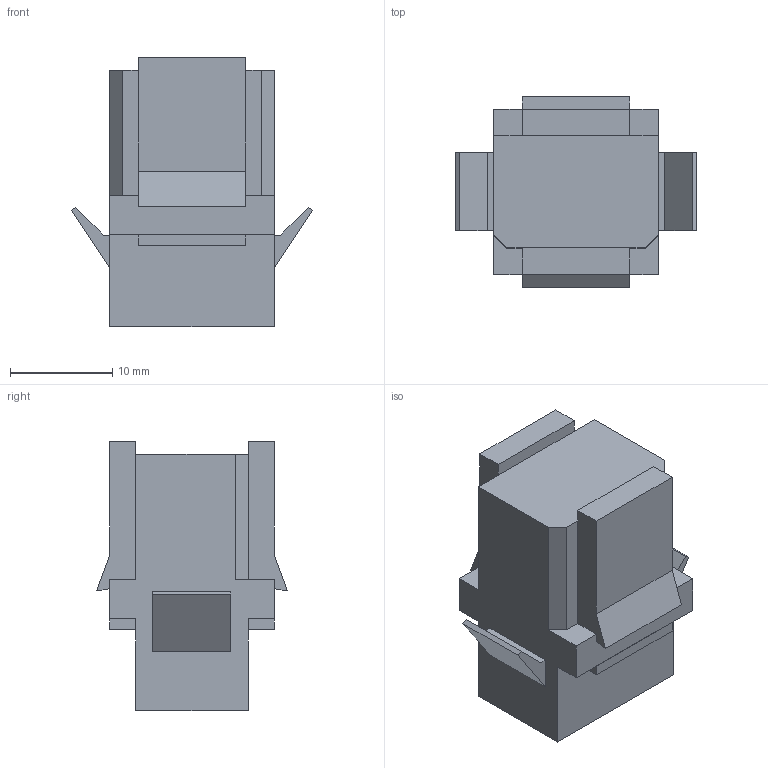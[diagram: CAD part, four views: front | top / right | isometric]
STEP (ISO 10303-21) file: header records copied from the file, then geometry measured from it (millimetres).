
FILE_DESCRIPTION((''),'2;1');
FILE_NAME('SMS6R1-R3-CATALOGUE_PRT','2010-09-02T',('amartin'),(''),'PRO/ENGINEER BY PARAMETRIC TECHNOLOGY CORPORATION, 2007390','PRO/ENGINEER BY PARAMETRIC TECHNOLOGY CORPORATION, 2007390','');
FILE_SCHEMA(('CONFIG_CONTROL_DESIGN'));
Length unit declared in the file: millimetre
Products named in the file (1): SMS6R1-R3-CATALOGUE_PRT
Bounding box: 23.55 x 18.62 x 26.29 mm (x, y, z)
Volume: 5627 mm3; surface area: 2292.7 mm2
Topology: 1 solids, 1 shells, 54 faces, 146 edges, 96 vertices
Faces by surface type: plane 54
Entity records: 1696 total; most frequent: CARTESIAN_POINT 296, ORIENTED_EDGE 292, DIRECTION 254, VECTOR 146, LINE 146, EDGE_CURVE 146, VERTEX_POINT 96, EDGE_LOOP 56
